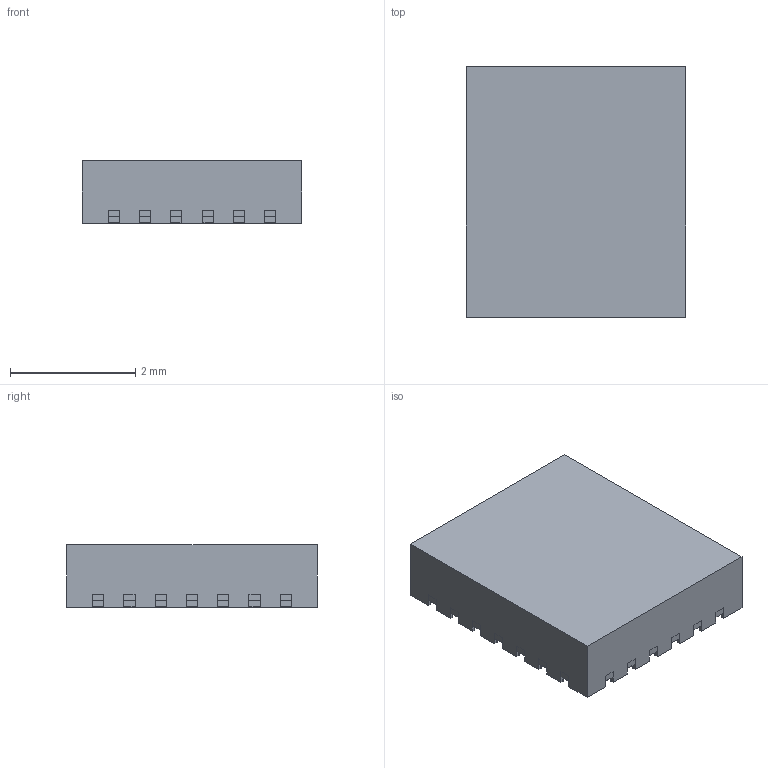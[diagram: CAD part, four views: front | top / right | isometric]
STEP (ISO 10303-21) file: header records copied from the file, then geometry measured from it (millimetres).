
FILE_DESCRIPTION((''),'2;1');
FILE_NAME('RYF0022A_ASM','2020-12-10T10:57:46',('a0412086'),(''),'CREO PARAMETRIC BY PTC INC, 2018500','CREO PARAMETRIC BY PTC INC, 2018500','');
FILE_SCHEMA(('CONFIG_CONTROL_DESIGN','SHAPE_APPEARANCE_LAYERS_GROUPS'));
Length unit declared in the file: millimetre
Products named in the file (3): MOLD; FRAME; RYF0022A_ASM
Assembly tree (2 placements, depth 2):
  RYF0022A_ASM
    MOLD
    FRAME
Bounding box: 3.5 x 4 x 1 mm (x, y, z)
Volume: 13.9 mm3; surface area: 72.6 mm2
Topology: 24 solids, 24 shells, 717 faces, 1952 edges, 1284 vertices
Faces by surface type: plane 411, cylinder 306
Entity records: 29071 total; most frequent: CARTESIAN_POINT 4336, ORIENTED_EDGE 3904, DIRECTION 3840, PRESENTATION_STYLE_ASSIGNMENT 2002, STYLED_ITEM 1976, CURVE_STYLE 1952, EDGE_CURVE 1952, VECTOR 1288
